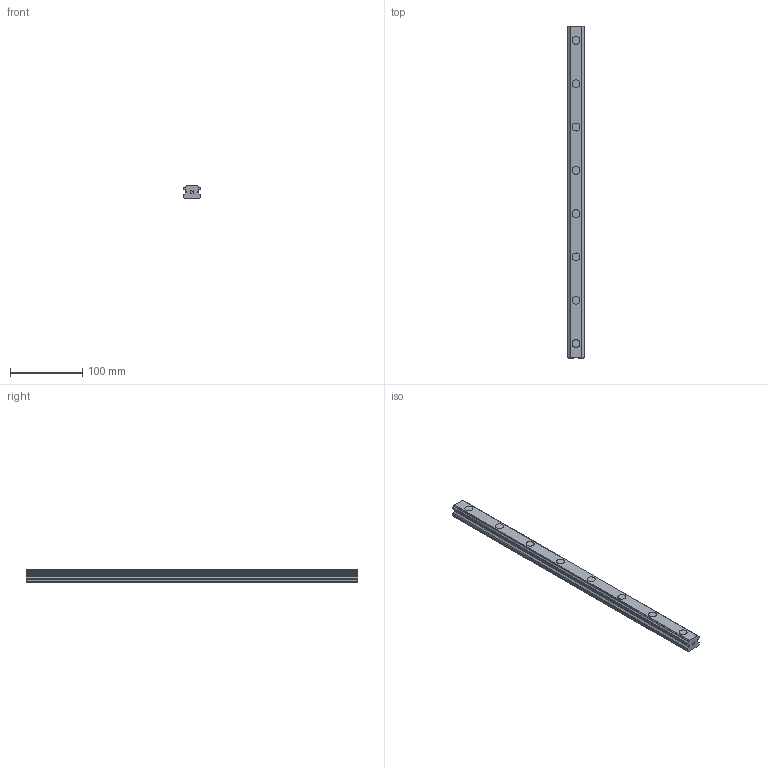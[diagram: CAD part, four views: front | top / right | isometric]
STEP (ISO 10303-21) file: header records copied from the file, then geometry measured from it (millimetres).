
FILE_DESCRIPTION(('STEP AP214'),'1');
FILE_NAME('cctmp_CC0C1F3E-1223-4C23-9975-AC2690A47EAD_2021_02_09_15_40_07_0030..stp','2021-02-09T14:40:07',('HIWIN GmbH'),('CADClick - www.CADClick.com'),'Spatial InterOp 3D',' ','unknown authorization');
FILE_SCHEMA(('AUTOMOTIVE_DESIGN'));
Length unit declared in the file: millimetre
Products named in the file (1): EGR25R460C_FILE
Bounding box: 23 x 460 x 18 mm (x, y, z)
Volume: 157845.7 mm3; surface area: 43551.4 mm2
Topology: 1 solids, 1 shells, 201 faces, 537 edges, 358 vertices
Faces by surface type: plane 133, cylinder 68
Entity records: 7963 total; most frequent: DIRECTION 1141, CARTESIAN_POINT 1097, ORIENTED_EDGE 1074, EDGE_CURVE 537, AXIS2_PLACEMENT_3D 402, VERTEX_POINT 358, LINE 337, VECTOR 337
